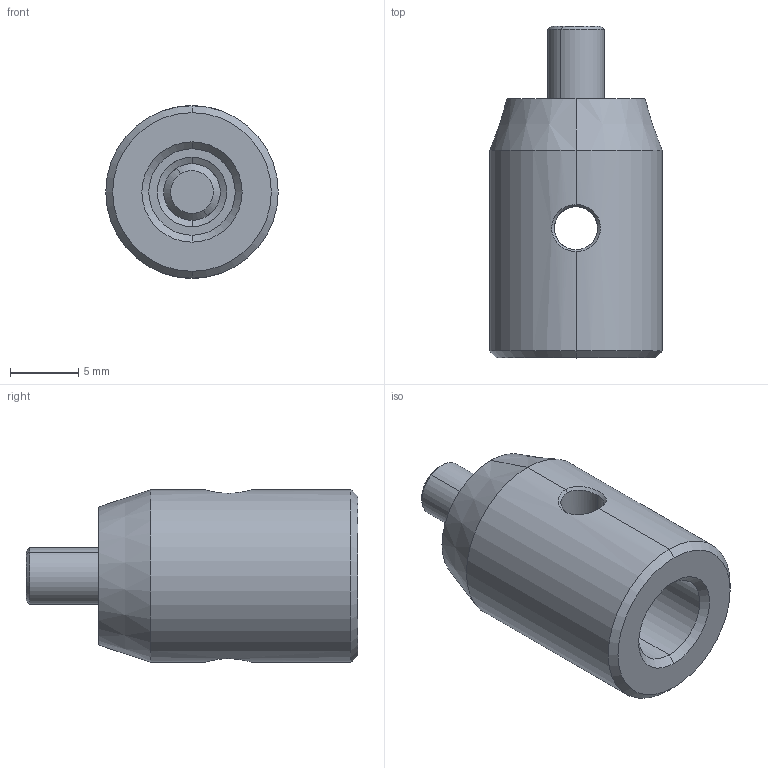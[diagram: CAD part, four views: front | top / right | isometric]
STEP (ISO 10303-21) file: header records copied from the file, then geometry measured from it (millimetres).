
FILE_DESCRIPTION (( 'STEP AP203' ), '1' );
FILE_NAME ('6882-E0W.STEP', '2011-06-13T18:33:45', ( 'Admin' ), ( 'Thorlabs, Inc.' ), 'SwSTEP 2.0', 'SolidWorks 2011', '' );
FILE_SCHEMA (( 'CONFIG_CONTROL_DESIGN' ));
Length unit declared in the file: inch
Products named in the file (1): 6882-E0W
Bounding box: 12.67 x 24.38 x 12.67 mm (x, y, z)
Volume: 1981.8 mm3; surface area: 1461.6 mm2
Topology: 2 solids, 2 shells, 50 faces, 118 edges, 70 vertices
Faces by surface type: plane 18, cone 14, cylinder 14, bspline 4
Entity records: 1875 total; most frequent: CARTESIAN_POINT 679, ORIENTED_EDGE 236, DIRECTION 220, EDGE_CURVE 118, AXIS2_PLACEMENT_3D 79, VERTEX_POINT 70, LINE 62, VECTOR 62
